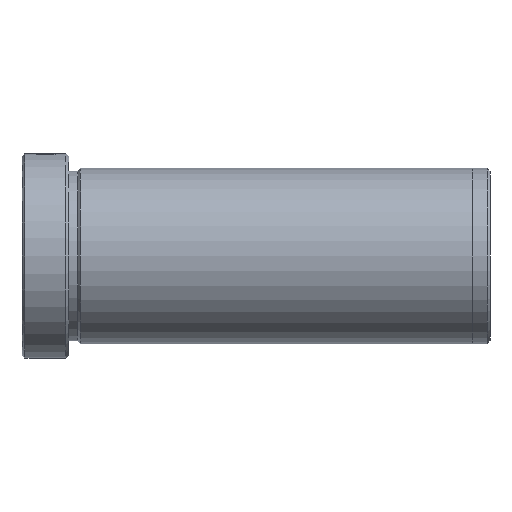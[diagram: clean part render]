
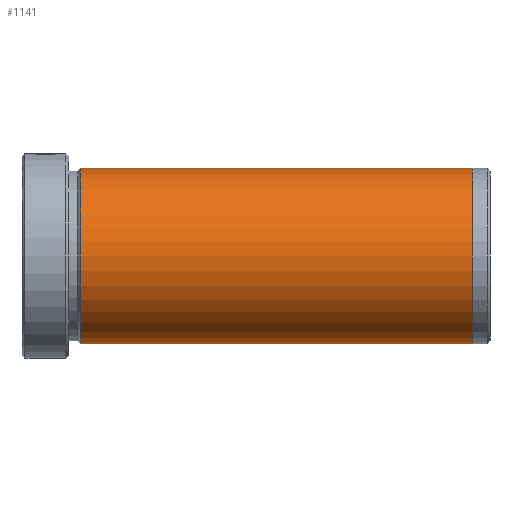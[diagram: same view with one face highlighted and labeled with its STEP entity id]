
A CAD part, left-side view. The second image highlights one B-rep face of the part: STEP entity #1141.
In plain terms, the highlighted cylindrical face has radius 15 mm (diameter 30 mm), a partial arc.
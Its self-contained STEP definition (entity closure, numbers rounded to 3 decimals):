
#16 = AXIS2_PLACEMENT_3D ( 'NONE', #1803, #1796, #1216 ) ;
#47 = DIRECTION ( 'NONE',  ( 0., 1., 0. ) ) ;
#81 = CARTESIAN_POINT ( 'NONE',  ( 0., -77., 15. ) ) ;
#88 = VECTOR ( 'NONE', #493, 1000. ) ;
#233 = FACE_OUTER_BOUND ( 'NONE', #1801, .T. ) ;
#269 = EDGE_CURVE ( 'NONE', #1311, #939, #488, .T. ) ;
#366 = ORIENTED_EDGE ( 'NONE', *, *, #1448, .F. ) ;
#427 = VERTEX_POINT ( 'NONE', #81 ) ;
#462 = EDGE_CURVE ( 'NONE', #1349, #1311, #1542, .T. ) ;
#488 = CIRCLE ( 'NONE', #16, 15. ) ;
#493 = DIRECTION ( 'NONE',  ( 0., 1., 0. ) ) ;
#522 = CIRCLE ( 'NONE', #1351, 15. ) ;
#586 = DIRECTION ( 'NONE',  ( 0., -1., 0. ) ) ;
#645 = VECTOR ( 'NONE', #47, 1000. ) ;
#759 = CARTESIAN_POINT ( 'NONE',  ( 0., 0., 0. ) ) ;
#883 = CARTESIAN_POINT ( 'NONE',  ( 0., 0., 15. ) ) ;
#932 = CYLINDRICAL_SURFACE ( 'NONE', #1577, 15. ) ;
#939 = VERTEX_POINT ( 'NONE', #1394 ) ;
#952 = ORIENTED_EDGE ( 'NONE', *, *, #269, .F. ) ;
#976 = LINE ( 'NONE', #883, #645 ) ;
#1121 = EDGE_CURVE ( 'NONE', #427, #939, #976, .T. ) ;
#1141 = ADVANCED_FACE ( 'NONE', ( #233 ), #932, .T. ) ;
#1216 = DIRECTION ( 'NONE',  ( 0., 0., 1. ) ) ;
#1311 = VERTEX_POINT ( 'NONE', #1545 ) ;
#1349 = VERTEX_POINT ( 'NONE', #1400 ) ;
#1350 = CARTESIAN_POINT ( 'NONE',  ( 0., 0., -15. ) ) ;
#1351 = AXIS2_PLACEMENT_3D ( 'NONE', #1444, #586, #1590 ) ;
#1394 = CARTESIAN_POINT ( 'NONE',  ( 0., -10., 15. ) ) ;
#1400 = CARTESIAN_POINT ( 'NONE',  ( 0., -77., -15. ) ) ;
#1444 = CARTESIAN_POINT ( 'NONE',  ( 0., -77., 0. ) ) ;
#1448 = EDGE_CURVE ( 'NONE', #427, #1349, #522, .T. ) ;
#1458 = DIRECTION ( 'NONE',  ( 0., 0., 1. ) ) ;
#1503 = ORIENTED_EDGE ( 'NONE', *, *, #462, .F. ) ;
#1542 = LINE ( 'NONE', #1350, #88 ) ;
#1545 = CARTESIAN_POINT ( 'NONE',  ( 0., -10., -15. ) ) ;
#1577 = AXIS2_PLACEMENT_3D ( 'NONE', #759, #1607, #1458 ) ;
#1590 = DIRECTION ( 'NONE',  ( 0., 0., -1. ) ) ;
#1607 = DIRECTION ( 'NONE',  ( 0., 1., 0. ) ) ;
#1650 = ORIENTED_EDGE ( 'NONE', *, *, #1121, .T. ) ;
#1796 = DIRECTION ( 'NONE',  ( 0., 1., 0. ) ) ;
#1801 = EDGE_LOOP ( 'NONE', ( #1503, #366, #1650, #952 ) ) ;
#1803 = CARTESIAN_POINT ( 'NONE',  ( 0., -10., 0. ) ) ;
